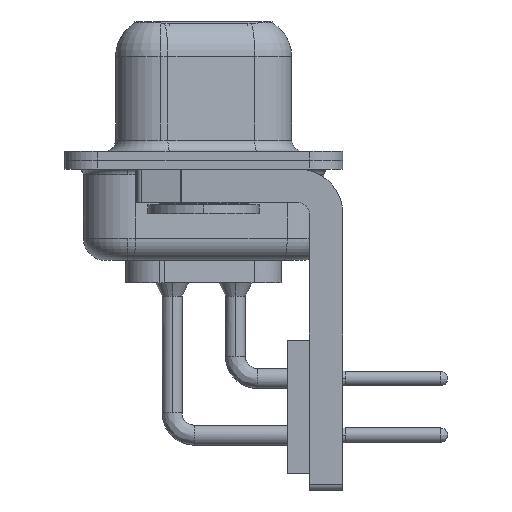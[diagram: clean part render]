
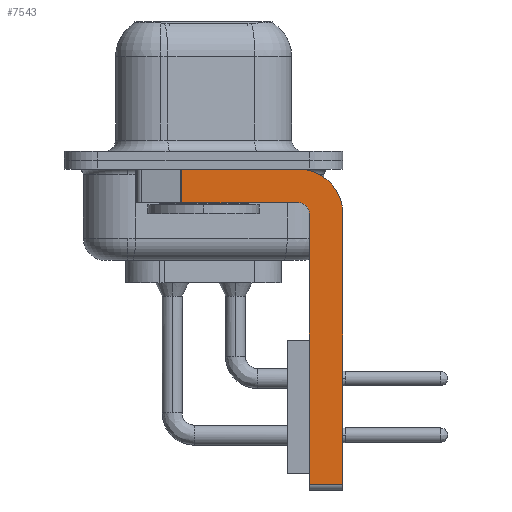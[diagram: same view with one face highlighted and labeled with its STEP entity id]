
A CAD part, left-side view. The second image highlights one B-rep face of the part: STEP entity #7543.
In plain terms, the highlighted planar face has unit normal (-1, 0, 0).
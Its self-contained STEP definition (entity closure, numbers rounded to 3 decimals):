
#61 = DIRECTION ( 'NONE',  ( 0., -1., 0. ) ) ;
#195 = CARTESIAN_POINT ( 'NONE',  ( -2.9, -4.75, -14.55 ) ) ;
#942 = CARTESIAN_POINT ( 'NONE',  ( -2.9, -4.25, -14.55 ) ) ;
#1154 = CARTESIAN_POINT ( 'NONE',  ( -2.9, -4.25, -0.4 ) ) ;
#1255 = DIRECTION ( 'NONE',  ( -1., 0., 0. ) ) ;
#1372 = CARTESIAN_POINT ( 'NONE',  ( -2.9, -4.25, -2.4 ) ) ;
#1427 = EDGE_CURVE ( 'NONE', #8415, #5686, #8929, .T. ) ;
#1553 = CARTESIAN_POINT ( 'NONE',  ( -2.9, -4.75, -2.4 ) ) ;
#1594 = EDGE_CURVE ( 'NONE', #12268, #11786, #10446, .T. ) ;
#1902 = DIRECTION ( 'NONE',  ( 0., 0., 1. ) ) ;
#2166 = CARTESIAN_POINT ( 'NONE',  ( -2.9, 0.978, -1.9 ) ) ;
#3069 = FACE_OUTER_BOUND ( 'NONE', #6524, .T. ) ;
#3461 = CARTESIAN_POINT ( 'NONE',  ( -2.9, -4.25, -2.4 ) ) ;
#3464 = CARTESIAN_POINT ( 'NONE',  ( -2.9, -4.25, -1.9 ) ) ;
#3673 = VECTOR ( 'NONE', #3859, 1000. ) ;
#3859 = DIRECTION ( 'NONE',  ( 0., 0., -1. ) ) ;
#3914 = CARTESIAN_POINT ( 'NONE',  ( -2.9, -4.25, -1.9 ) ) ;
#4065 = CARTESIAN_POINT ( 'NONE',  ( -2.9, 0.978, -1.9 ) ) ;
#4533 = AXIS2_PLACEMENT_3D ( 'NONE', #7760, #17309, #9113 ) ;
#4769 = VECTOR ( 'NONE', #10620, 1000. ) ;
#5636 = AXIS2_PLACEMENT_3D ( 'NONE', #3461, #15667, #7505 ) ;
#5686 = VERTEX_POINT ( 'NONE', #3914 ) ;
#5853 = PLANE ( 'NONE',  #5636 ) ;
#5940 = EDGE_CURVE ( 'NONE', #5686, #11786, #6020, .T. ) ;
#6020 = LINE ( 'NONE', #3464, #4769 ) ;
#6202 = VECTOR ( 'NONE', #11689, 1000. ) ;
#6524 = EDGE_LOOP ( 'NONE', ( #11354, #11931, #14551, #12038, #8274, #15377, #9687, #16127 ) ) ;
#7176 = DIRECTION ( 'NONE',  ( 0., 0., -1. ) ) ;
#7293 = CIRCLE ( 'NONE', #4533, 2. ) ;
#7341 = VECTOR ( 'NONE', #1902, 1000. ) ;
#7500 = AXIS2_PLACEMENT_3D ( 'NONE', #1372, #1255, #12468 ) ;
#7505 = DIRECTION ( 'NONE',  ( 0., 0., -1. ) ) ;
#7543 = ADVANCED_FACE ( 'NONE', ( #3069 ), #5853, .F. ) ;
#7745 = VERTEX_POINT ( 'NONE', #13370 ) ;
#7760 = CARTESIAN_POINT ( 'NONE',  ( -2.9, -4.25, -2.4 ) ) ;
#7902 = EDGE_CURVE ( 'NONE', #17023, #7745, #8291, .T. ) ;
#8057 = CARTESIAN_POINT ( 'NONE',  ( -2.9, 3., -0.4 ) ) ;
#8274 = ORIENTED_EDGE ( 'NONE', *, *, #8542, .F. ) ;
#8291 = LINE ( 'NONE', #9906, #15568 ) ;
#8327 = CARTESIAN_POINT ( 'NONE',  ( -2.9, -6.25, -2.4 ) ) ;
#8342 = CARTESIAN_POINT ( 'NONE',  ( -2.9, 0.978, -0.4 ) ) ;
#8415 = VERTEX_POINT ( 'NONE', #1553 ) ;
#8542 = EDGE_CURVE ( 'NONE', #16334, #8415, #10974, .T. ) ;
#8929 = CIRCLE ( 'NONE', #7500, 0.5 ) ;
#9113 = DIRECTION ( 'NONE',  ( 0., 0., -1. ) ) ;
#9687 = ORIENTED_EDGE ( 'NONE', *, *, #7902, .F. ) ;
#9906 = CARTESIAN_POINT ( 'NONE',  ( -2.9, -6.25, -2.4 ) ) ;
#9941 = CARTESIAN_POINT ( 'NONE',  ( -2.9, -4.75, -14.8 ) ) ;
#10235 = LINE ( 'NONE', #942, #6202 ) ;
#10332 = EDGE_CURVE ( 'NONE', #10373, #17023, #7293, .T. ) ;
#10373 = VERTEX_POINT ( 'NONE', #1154 ) ;
#10446 = LINE ( 'NONE', #4065, #3673 ) ;
#10620 = DIRECTION ( 'NONE',  ( 0., 1., 0. ) ) ;
#10974 = LINE ( 'NONE', #9941, #7341 ) ;
#11354 = ORIENTED_EDGE ( 'NONE', *, *, #12112, .F. ) ;
#11689 = DIRECTION ( 'NONE',  ( 0., -1., 0. ) ) ;
#11786 = VERTEX_POINT ( 'NONE', #2166 ) ;
#11839 = EDGE_CURVE ( 'NONE', #16334, #7745, #10235, .T. ) ;
#11931 = ORIENTED_EDGE ( 'NONE', *, *, #1594, .T. ) ;
#12038 = ORIENTED_EDGE ( 'NONE', *, *, #1427, .F. ) ;
#12112 = EDGE_CURVE ( 'NONE', #12268, #10373, #14916, .T. ) ;
#12268 = VERTEX_POINT ( 'NONE', #8342 ) ;
#12468 = DIRECTION ( 'NONE',  ( 0., 0., 1. ) ) ;
#13370 = CARTESIAN_POINT ( 'NONE',  ( -2.9, -6.25, -14.55 ) ) ;
#14551 = ORIENTED_EDGE ( 'NONE', *, *, #5940, .F. ) ;
#14916 = LINE ( 'NONE', #8057, #17275 ) ;
#15377 = ORIENTED_EDGE ( 'NONE', *, *, #11839, .T. ) ;
#15568 = VECTOR ( 'NONE', #7176, 1000. ) ;
#15667 = DIRECTION ( 'NONE',  ( 1., 0., 0. ) ) ;
#16127 = ORIENTED_EDGE ( 'NONE', *, *, #10332, .F. ) ;
#16334 = VERTEX_POINT ( 'NONE', #195 ) ;
#17023 = VERTEX_POINT ( 'NONE', #8327 ) ;
#17275 = VECTOR ( 'NONE', #61, 1000. ) ;
#17309 = DIRECTION ( 'NONE',  ( 1., 0., 0. ) ) ;
